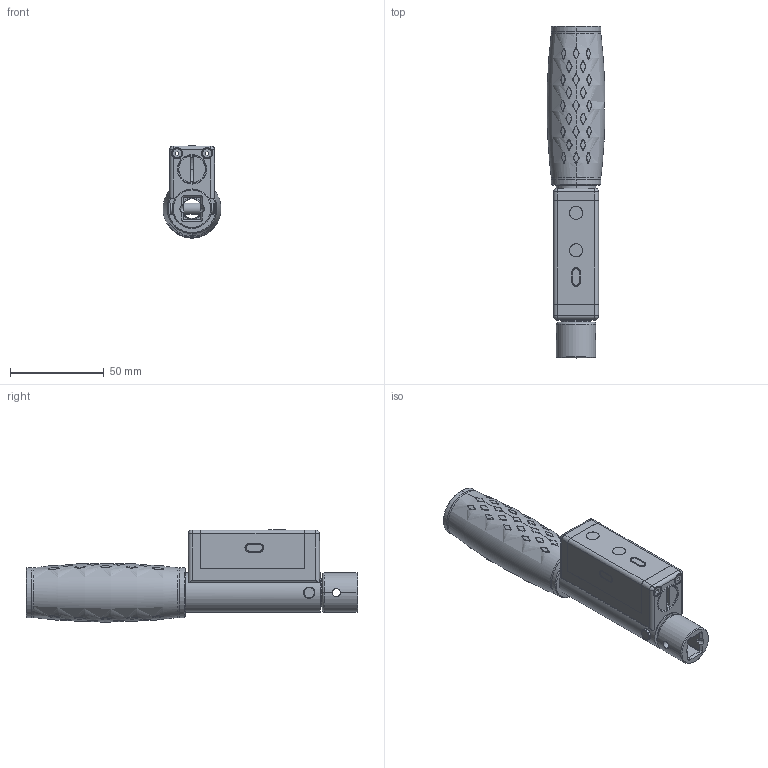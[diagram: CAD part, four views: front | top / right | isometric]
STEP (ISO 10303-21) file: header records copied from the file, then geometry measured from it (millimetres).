
FILE_DESCRIPTION (( 'STEP AP214' ), '1' );
FILE_NAME ('8439004420.STEP', '2017-01-25T07:07:50', ( '' ), ( '' ), 'SwSTEP 2.0', 'SolidWorks 2016', '' );
FILE_SCHEMA (( 'AUTOMOTIVE_DESIGN' ));
Length unit declared in the file: millimetre
Products named in the file (1): 8439004420
Bounding box: 30.92 x 177 x 49.21 mm (x, y, z)
Surface area: 39349.3 mm2 (no closed solid volume)
Topology: 0 solids, 21 shells, 605 faces, 1872 edges, 1239 vertices
Faces by surface type: bspline 386, plane 88, cylinder 82, cone 27, torus 18, sphere 4
Entity records: 44191 total; most frequent: CARTESIAN_POINT 24553, ORIENTED_EDGE 3275, EDGE_CURVE 1839, DIRECTION 1334, VERTEX_POINT 1239, B_SPLINE_CURVE_WITH_KNOTS 1197, EDGE_LOOP 673, UNCERTAINTY_MEASURE_WITH_UNIT 607
